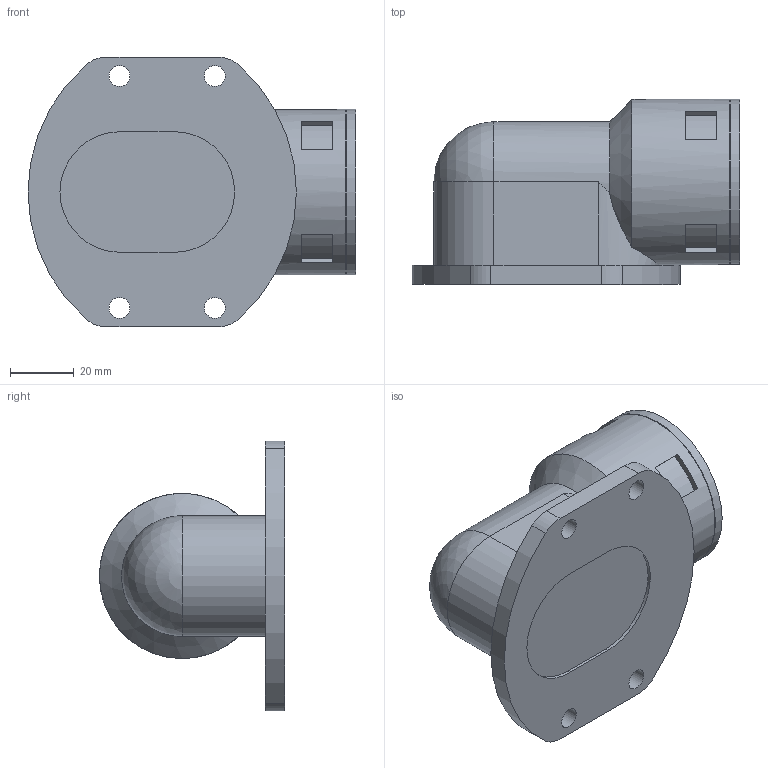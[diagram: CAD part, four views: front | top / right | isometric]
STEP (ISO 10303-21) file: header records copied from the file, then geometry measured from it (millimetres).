
FILE_DESCRIPTION( ( 'STEP AP203' ), '1' );
FILE_NAME( 'FLEXA RQW-F 5020.077.236.stp', '2020-03-27T11:12:52', ( 'License CC BY-ND 4.0' ), ( 'CADENAS' ), ' ', 'PARTsolutions', ' ' );
FILE_SCHEMA( ( 'CONFIG_CONTROL_DESIGN' ) );
Length unit declared in the file: millimetre
Products named in the file (1): _FLEXA RQW-F 5020.077.236
Bounding box: 103.25 x 58.25 x 85 mm (x, y, z)
Volume: 153828.6 mm3; surface area: 32009.8 mm2
Topology: 1 solids, 1 shells, 56 faces, 132 edges, 87 vertices
Faces by surface type: plane 30, cylinder 24, cone 1, sphere 1
Full cylindrical faces by diameter (mm): 6.6 x4, 38 x1, 42.5 x1, 51 x1, 52 x2
Entity records: 1670 total; most frequent: CARTESIAN_POINT 317, DIRECTION 288, ORIENTED_EDGE 240, EDGE_CURVE 120, AXIS2_PLACEMENT_3D 114, VERTEX_POINT 85, EDGE_LOOP 83, FACE_OUTER_BOUND 65
